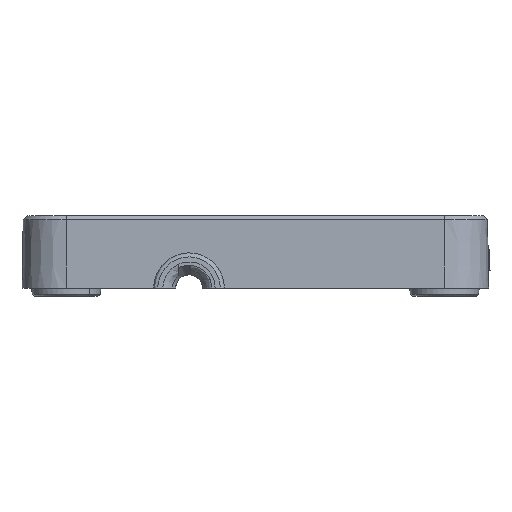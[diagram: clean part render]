
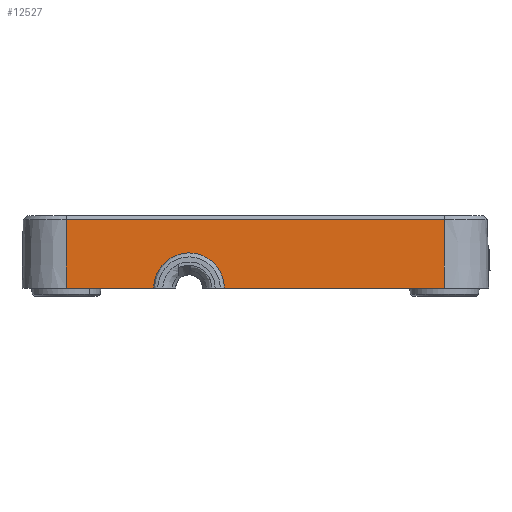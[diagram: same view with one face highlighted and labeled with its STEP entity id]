
A CAD part, front view. The second image highlights one B-rep face of the part: STEP entity #12527.
In plain terms, the highlighted planar face has unit normal (0, -1, 0.018).
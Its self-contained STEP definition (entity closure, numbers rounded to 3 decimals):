
#161 = LINE ( 'NONE', #3577, #14074 ) ;
#730 = EDGE_CURVE ( 'NONE', #12492, #1872, #5687, .T. ) ;
#891 = DIRECTION ( 'NONE',  ( -1., 0., 0. ) ) ;
#1634 = ORIENTED_EDGE ( 'NONE', *, *, #5273, .T. ) ;
#1661 = CARTESIAN_POINT ( 'NONE',  ( -28., -33.5, 16. ) ) ;
#1872 = VERTEX_POINT ( 'NONE', #7774 ) ;
#2573 = DIRECTION ( 'NONE',  ( 0., 0.017, 1. ) ) ;
#3017 = VERTEX_POINT ( 'NONE', #7701 ) ;
#3577 = CARTESIAN_POINT ( 'NONE',  ( -22.8, -33.644, 7.75 ) ) ;
#4309 = CARTESIAN_POINT ( 'NONE',  ( -3.75, -33.644, 7.75 ) ) ;
#4682 = DIRECTION ( 'NONE',  ( 0., -0.017, -1. ) ) ;
#5106 = EDGE_CURVE ( 'NONE', #12492, #8364, #7736, .T. ) ;
#5273 = EDGE_CURVE ( 'NONE', #7670, #3017, #11574, .T. ) ;
#5554 = DIRECTION ( 'NONE',  ( 0., -0.017, -1. ) ) ;
#5687 = LINE ( 'NONE', #15601, #12806 ) ;
#5951 = AXIS2_PLACEMENT_3D ( 'NONE', #1661, #13597, #5554 ) ;
#6642 = CARTESIAN_POINT ( 'NONE',  ( -22.8, -33.5, 16. ) ) ;
#6892 = CARTESIAN_POINT ( 'NONE',  ( 22.8, -33.5, 16. ) ) ;
#7523 = VECTOR ( 'NONE', #4682, 1000. ) ;
#7570 = DIRECTION ( 'NONE',  ( 1., 0., 0. ) ) ;
#7605 = EDGE_CURVE ( 'NONE', #7670, #1872, #12356, .T. ) ;
#7670 = VERTEX_POINT ( 'NONE', #6892 ) ;
#7701 = CARTESIAN_POINT ( 'NONE',  ( -22.8, -33.5, 16. ) ) ;
#7709 = EDGE_LOOP ( 'NONE', ( #16643, #1634, #9366, #8822, #16344, #13994 ) ) ;
#7736 =( BOUNDED_CURVE ( )  B_SPLINE_CURVE ( 3, ( #15421, #16729, #16673, #14189 ),
 .UNSPECIFIED., .F., .F. ) 
 B_SPLINE_CURVE_WITH_KNOTS ( ( 4, 4 ),
 ( 4.712, 7.854 ),
 .UNSPECIFIED. ) 
 CURVE ( )  GEOMETRIC_REPRESENTATION_ITEM ( )  RATIONAL_B_SPLINE_CURVE ( ( 1., 0.333, 0.333, 1. ) ) 
 REPRESENTATION_ITEM ( '' )  );
#7774 = CARTESIAN_POINT ( 'NONE',  ( 22.8, -33.644, 7.75 ) ) ;
#8364 = VERTEX_POINT ( 'NONE', #10370 ) ;
#8822 = ORIENTED_EDGE ( 'NONE', *, *, #12621, .T. ) ;
#9178 = CARTESIAN_POINT ( 'NONE',  ( -22.8, -33.644, 7.75 ) ) ;
#9366 = ORIENTED_EDGE ( 'NONE', *, *, #10080, .F. ) ;
#9502 = VECTOR ( 'NONE', #891, 1000. ) ;
#10080 = EDGE_CURVE ( 'NONE', #11027, #3017, #13318, .T. ) ;
#10370 = CARTESIAN_POINT ( 'NONE',  ( -12.25, -33.644, 7.75 ) ) ;
#10389 = CARTESIAN_POINT ( 'NONE',  ( -28., -33.5, 16. ) ) ;
#10912 = PLANE ( 'NONE',  #5951 ) ;
#11027 = VERTEX_POINT ( 'NONE', #9178 ) ;
#11574 = LINE ( 'NONE', #10389, #9502 ) ;
#12356 = LINE ( 'NONE', #12711, #7523 ) ;
#12492 = VERTEX_POINT ( 'NONE', #4309 ) ;
#12527 = ADVANCED_FACE ( 'NONE', ( #15112 ), #10912, .T. ) ;
#12621 = EDGE_CURVE ( 'NONE', #11027, #8364, #161, .T. ) ;
#12711 = CARTESIAN_POINT ( 'NONE',  ( 22.8, -33.5, 16. ) ) ;
#12806 = VECTOR ( 'NONE', #7570, 1000. ) ;
#13318 = LINE ( 'NONE', #6642, #14606 ) ;
#13597 = DIRECTION ( 'NONE',  ( 0., -1., 0.017 ) ) ;
#13994 = ORIENTED_EDGE ( 'NONE', *, *, #730, .T. ) ;
#14074 = VECTOR ( 'NONE', #14275, 1000. ) ;
#14189 = CARTESIAN_POINT ( 'NONE',  ( -12.25, -33.644, 7.75 ) ) ;
#14275 = DIRECTION ( 'NONE',  ( 1., 0., 0. ) ) ;
#14606 = VECTOR ( 'NONE', #2573, 1000. ) ;
#15112 = FACE_OUTER_BOUND ( 'NONE', #7709, .T. ) ;
#15421 = CARTESIAN_POINT ( 'NONE',  ( -3.75, -33.644, 7.75 ) ) ;
#15601 = CARTESIAN_POINT ( 'NONE',  ( -22.8, -33.644, 7.75 ) ) ;
#16344 = ORIENTED_EDGE ( 'NONE', *, *, #5106, .F. ) ;
#16643 = ORIENTED_EDGE ( 'NONE', *, *, #7605, .F. ) ;
#16673 = CARTESIAN_POINT ( 'NONE',  ( -12.25, -33.496, 16.25 ) ) ;
#16729 = CARTESIAN_POINT ( 'NONE',  ( -3.75, -33.496, 16.25 ) ) ;
